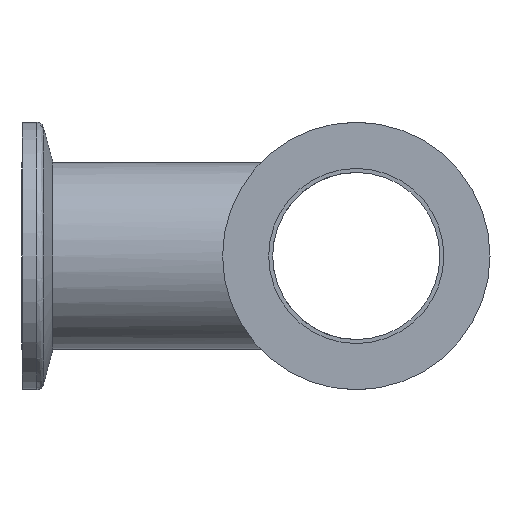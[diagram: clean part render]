
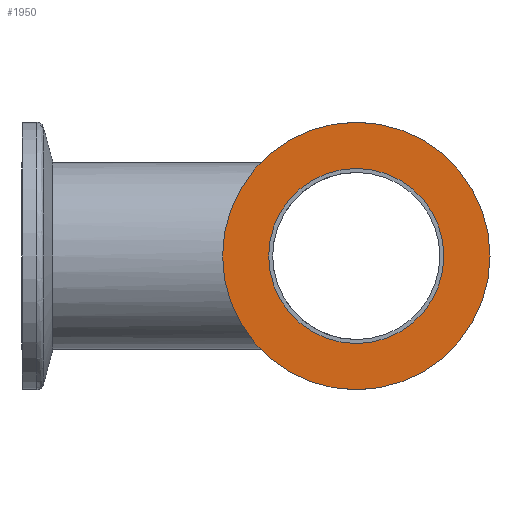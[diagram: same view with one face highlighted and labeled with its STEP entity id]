
A CAD part, left-side view. The second image highlights one B-rep face of the part: STEP entity #1950.
In plain terms, the highlighted planar face has unit normal (-1, 0, 0).
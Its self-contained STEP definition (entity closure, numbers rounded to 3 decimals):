
#62 = DIRECTION ( 'NONE',  ( 0., 0., -1. ) ) ;
#411 = DIRECTION ( 'NONE',  ( -1., 0., 0. ) ) ;
#495 = CIRCLE ( 'NONE', #1872, 20. ) ;
#855 = DIRECTION ( 'NONE',  ( 1., 0., 0. ) ) ;
#1048 = AXIS2_PLACEMENT_3D ( 'NONE', #1900, #411, #1592 ) ;
#1067 = DIRECTION ( 'NONE',  ( 0., 0., -1. ) ) ;
#1087 = PLANE ( 'NONE',  #1048 ) ;
#1184 = CARTESIAN_POINT ( 'NONE',  ( 0., 0., 0. ) ) ;
#1241 = VERTEX_POINT ( 'NONE', #1338 ) ;
#1249 = EDGE_CURVE ( 'NONE', #1241, #1241, #495, .T. ) ;
#1338 = CARTESIAN_POINT ( 'NONE',  ( 0., 0., -20. ) ) ;
#1434 = ORIENTED_EDGE ( 'NONE', *, *, #1249, .T. ) ;
#1478 = EDGE_CURVE ( 'NONE', #1639, #1639, #1705, .T. ) ;
#1505 = CARTESIAN_POINT ( 'NONE',  ( 0., 0., -13.1 ) ) ;
#1592 = DIRECTION ( 'NONE',  ( 0., 0., 1. ) ) ;
#1639 = VERTEX_POINT ( 'NONE', #1505 ) ;
#1687 = ORIENTED_EDGE ( 'NONE', *, *, #1478, .T. ) ;
#1705 = CIRCLE ( 'NONE', #1731, 13.1 ) ;
#1725 = CARTESIAN_POINT ( 'NONE',  ( 0., 0., 0. ) ) ;
#1731 = AXIS2_PLACEMENT_3D ( 'NONE', #1184, #855, #62 ) ;
#1872 = AXIS2_PLACEMENT_3D ( 'NONE', #1725, #1893, #1067 ) ;
#1893 = DIRECTION ( 'NONE',  ( -1., 0., 0. ) ) ;
#1899 = FACE_BOUND ( 'NONE', #2028, .T. ) ;
#1900 = CARTESIAN_POINT ( 'NONE',  ( 0., 20., 0. ) ) ;
#1950 = ADVANCED_FACE ( 'NONE', ( #1899, #2110 ), #1087, .T. ) ;
#1967 = EDGE_LOOP ( 'NONE', ( #1434 ) ) ;
#2028 = EDGE_LOOP ( 'NONE', ( #1687 ) ) ;
#2110 = FACE_OUTER_BOUND ( 'NONE', #1967, .T. ) ;
